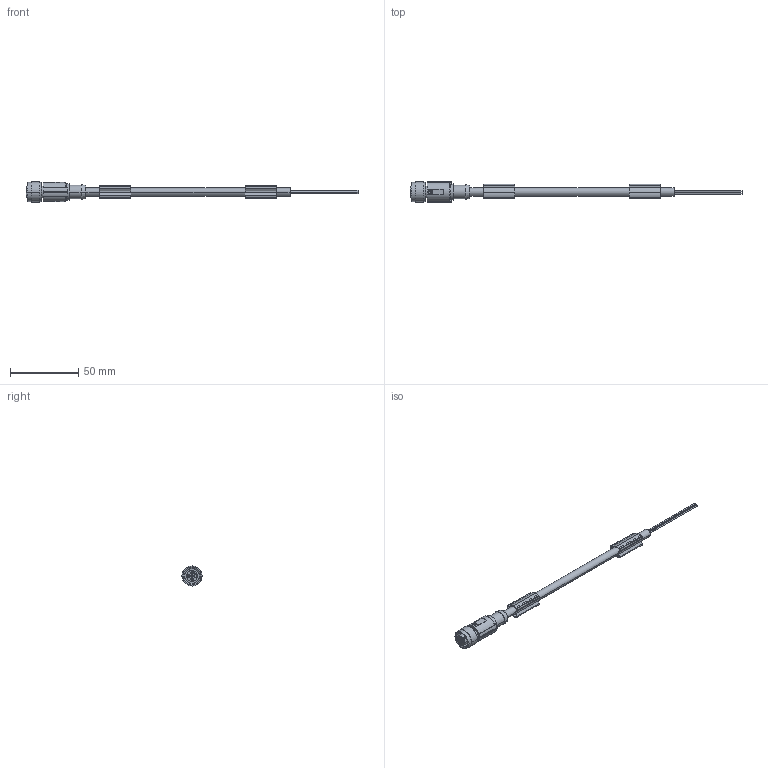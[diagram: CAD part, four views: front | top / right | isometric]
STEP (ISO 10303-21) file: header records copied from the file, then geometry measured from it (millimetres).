
FILE_DESCRIPTION(('SolidDesigner STEP Export'),'2;1');
FILE_NAME('1500680.stp','2011-02-03T10:52:45',(''),(''),'CoCreate Modeling STEP processor for AP214 (Solid Model)','CoCreate Modeling 16.00A 16-Aug-2008 (C) Parametric Technology GmbH','');
FILE_SCHEMA(('AUTOMOTIVE_DESIGN { 1 0 10303 214 1 1 1 1 }'));
Length unit declared in the file: millimetre
Products named in the file (2): 1500680
Assembly tree (1 placements, depth 2):
  1500680
    1500680
Bounding box: 243.9 x 15 x 14.7 mm (x, y, z)
Volume: 10571 mm3; surface area: 9255.2 mm2
Topology: 1 solids, 1 shells, 264 faces, 730 edges, 486 vertices
Faces by surface type: cylinder 129, plane 85, cone 28, extrusion 18, torus 4
Entity records: 11697 total; most frequent: CARTESIAN_POINT 3770, ORIENTED_EDGE 1460, DIRECTION 1114, EDGE_CURVE 730, VERTEX_POINT 486, AXIS2_PLACEMENT_3D 388, VECTOR 338, LINE 320
